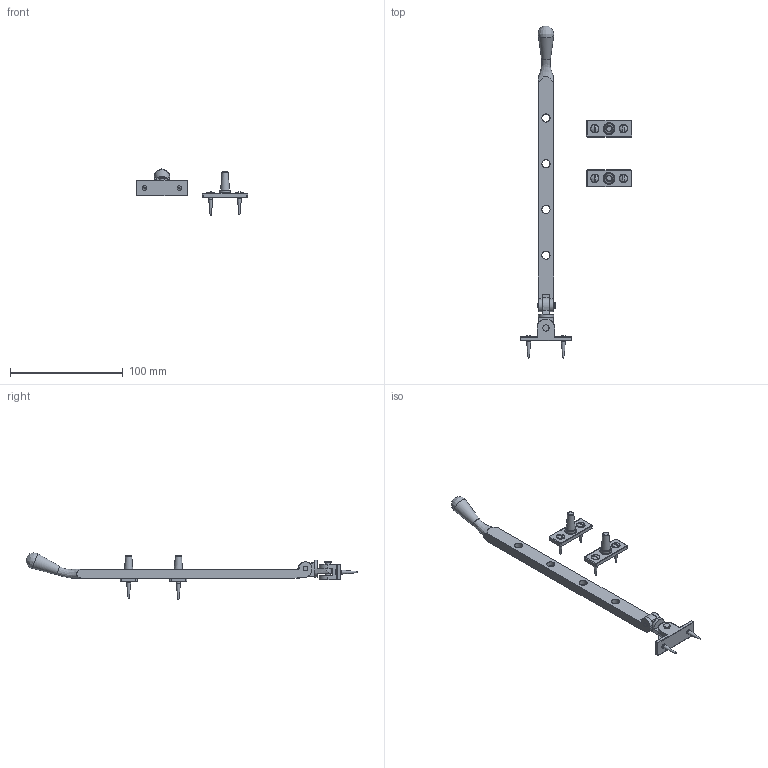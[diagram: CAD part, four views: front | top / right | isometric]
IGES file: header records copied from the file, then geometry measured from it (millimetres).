
Global section: file name: P4512-B; native system: Autodesk Inventor 2018; preprocessor: unknown; author: ashami; date: 20180716.102651; units: millimetre
Bounding box: 98.6 x 294.09 x 41.2 mm (x, y, z)
Volume: 32347.3 mm3; surface area: 22407 mm2
Topology: 13 solids, 13 shells, 255 faces, 653 edges, 422 vertices
Faces by surface type: bspline 255
